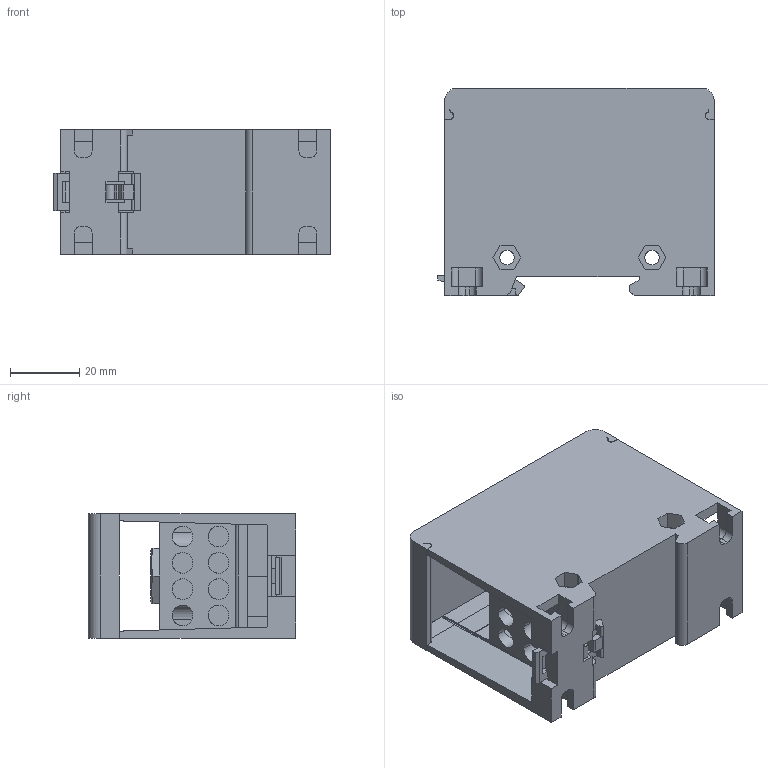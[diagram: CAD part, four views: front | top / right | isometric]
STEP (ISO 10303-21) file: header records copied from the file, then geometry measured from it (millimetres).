
FILE_DESCRIPTION((''),'2;1');
FILE_NAME('ASM0001_ASM','2024-01-18T',('dell'),(''),'PRO/ENGINEER BY PARAMETRIC TECHNOLOGY CORPORATION, 2013230','PRO/ENGINEER BY PARAMETRIC TECHNOLOGY CORPORATION, 2013230','');
FILE_SCHEMA(('AUTOMOTIVE_DESIGN { 1 0 10303 214 1 1 1 1 }'));
Length unit declared in the file: millimetre
Products named in the file (1): ASM0001_ASM
Bounding box: 80 x 60.05 x 36 mm (x, y, z)
Volume: 70055.4 mm3; surface area: 39944.9 mm2
Topology: 1 solids, 9 shells, 465 faces, 1374 edges, 905 vertices
Faces by surface type: plane 322, cylinder 117, bspline 13, cone 10, torus 2, extrusion 1
Entity records: 19400 total; most frequent: CARTESIAN_POINT 6915, ORIENTED_EDGE 2748, DIRECTION 2357, EDGE_CURVE 1374, VECTOR 1049, LINE 1048, VERTEX_POINT 905, AXIS2_PLACEMENT_3D 654
